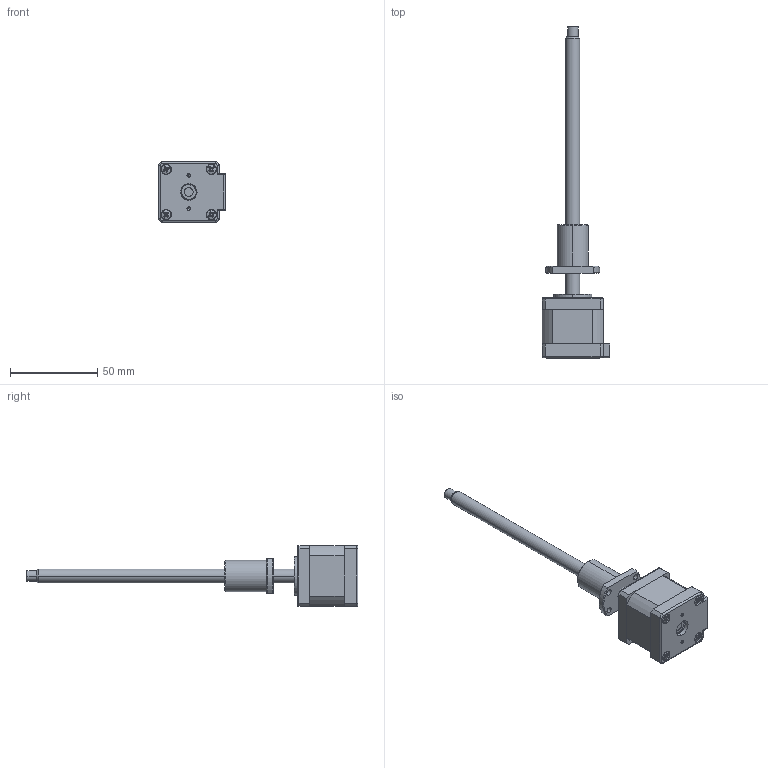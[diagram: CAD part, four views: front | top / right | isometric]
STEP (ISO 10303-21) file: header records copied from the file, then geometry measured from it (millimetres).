
FILE_DESCRIPTION (( 'STEP AP214' ), '1' );
FILE_NAME ('BE143S-B0808-150-FF1-S-150.STEP', '2023-11-29T06:41:28', ( '' ), ( '' ), 'SwSTEP 2.0', 'SolidWorks 2018', '' );
FILE_SCHEMA (( 'AUTOMOTIVE_DESIGN' ));
Length unit declared in the file: millimetre
Products named in the file (1): BE143S-B0808-150-FF1-S-150
Bounding box: 38.7 x 190.6 x 35 mm (x, y, z)
Volume: 50746.3 mm3; surface area: 26720 mm2
Topology: 8 solids, 12 shells, 676 faces, 1681 edges, 1078 vertices
Faces by surface type: cylinder 295, plane 237, cone 96, torus 28, bspline 12, sphere 8
Entity records: 41064 total; most frequent: CARTESIAN_POINT 17454, DIRECTION 3399, ORIENTED_EDGE 3354, EDGE_CURVE 1677, AXIS2_PLACEMENT_3D 1329, VERTEX_POINT 1078, EDGE_LOOP 783, LINE 741
